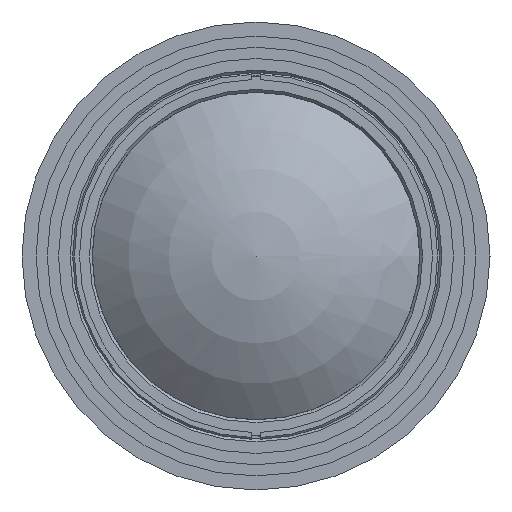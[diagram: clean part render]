
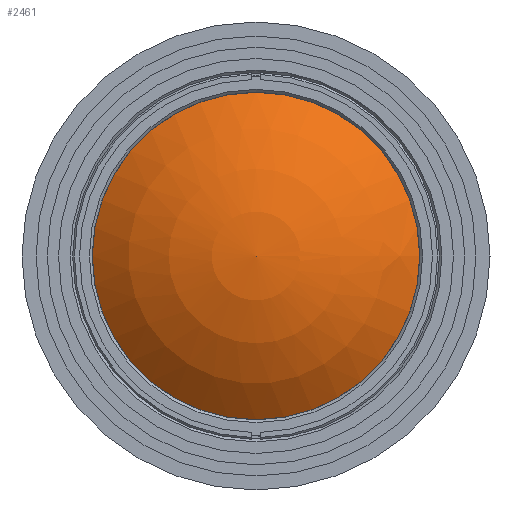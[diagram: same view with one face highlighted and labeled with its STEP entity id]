
A CAD part, left-side view. The second image highlights one B-rep face of the part: STEP entity #2461.
In plain terms, the highlighted spherical face has radius 26.546 mm.
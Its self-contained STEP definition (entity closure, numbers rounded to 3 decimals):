
#1000=SPHERICAL_SURFACE('',#10838,26.546);
#2087=FACE_OUTER_BOUND('',#3568,.T.);
#2461=ADVANCED_FACE('',(#2087),#1000,.T.);
#3568=EDGE_LOOP('',(#4334));
#4334=ORIENTED_EDGE('',*,*,#8854,.F.);
#7525=VERTEX_POINT('',#13824);
#8854=EDGE_CURVE('',#7525,#7525,#10475,.T.);
#10475=CIRCLE('',#10837,17.488);
#10837=AXIS2_PLACEMENT_3D('',#13823,#11737,#11738);
#10838=AXIS2_PLACEMENT_3D('',#13825,#11739,#11740);
#11737=DIRECTION('',(1.,0.,0.));
#11738=DIRECTION('',(0.,0.,-1.));
#11739=DIRECTION('',(1.,0.,0.));
#11740=DIRECTION('',(0.,-1.,0.));
#13823=CARTESIAN_POINT('',(-62.347,0.,0.));
#13824=CARTESIAN_POINT('',(-62.347,0.,-17.488));
#13825=CARTESIAN_POINT('',(-42.374,0.,0.));
